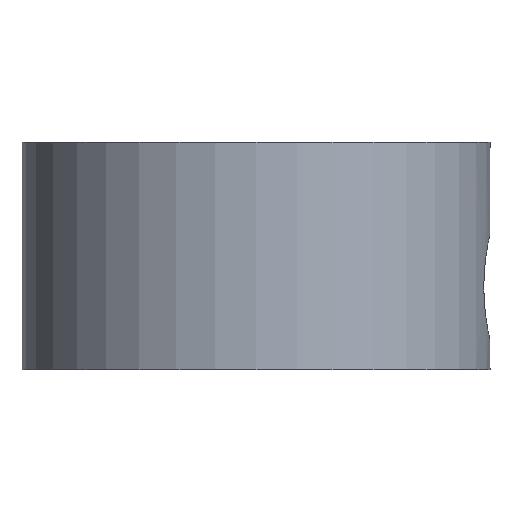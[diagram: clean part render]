
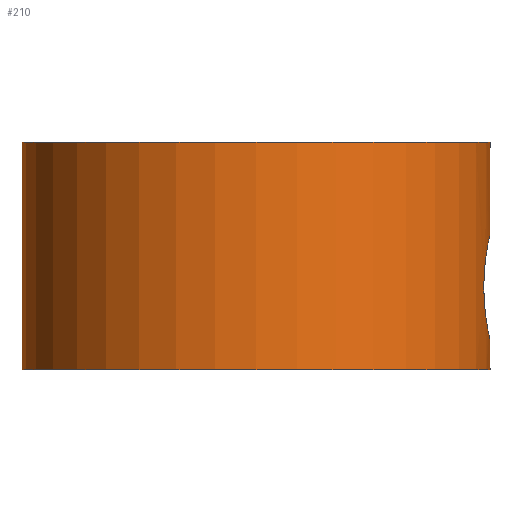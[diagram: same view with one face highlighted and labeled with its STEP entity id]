
A CAD part, left-side view. The second image highlights one B-rep face of the part: STEP entity #210.
In plain terms, the highlighted cylindrical face has radius 13.97 mm (diameter 27.94 mm), a partial arc.
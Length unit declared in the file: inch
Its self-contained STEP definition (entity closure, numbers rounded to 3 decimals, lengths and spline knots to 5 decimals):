
#131=CARTESIAN_POINT('',(0.0,0.0,-0.109));
#132=DIRECTION('',(0.,0.,-1.0));
#133=DIRECTION('',(0.0,-1.0,0.0));
#134=AXIS2_PLACEMENT_3D('',#131,#132,#133);
#135=CYLINDRICAL_SURFACE('',#134,0.55);
#136=CARTESIAN_POINT('',(0.0,-0.55,0.158));
#137=VERTEX_POINT('',#136);
#138=CARTESIAN_POINT('',(0.,-0.55,-0.05677));
#139=VERTEX_POINT('',#138);
#140=CARTESIAN_POINT('',(0.0,-0.55,0.158));
#141=DIRECTION('',(0.0,0.0,-1.0));
#142=VECTOR('',#141,0.21477);
#143=LINE('',#140,#142);
#144=EDGE_CURVE('',#137,#139,#143,.T.);
#145=ORIENTED_EDGE('',*,*,#144,.F.);
#146=CARTESIAN_POINT('',(0.,0.55,0.158));
#147=VERTEX_POINT('',#146);
#148=CARTESIAN_POINT('',(0.0,0.0,0.158));
#149=DIRECTION('',(0.0,0.0,1.0));
#150=DIRECTION('',(0.0,-1.0,0.0));
#151=AXIS2_PLACEMENT_3D('',#148,#149,#150);
#152=CIRCLE('',#151,0.55);
#153=EDGE_CURVE('',#147,#137,#152,.T.);
#154=ORIENTED_EDGE('',*,*,#153,.F.);
#155=CARTESIAN_POINT('',(0.,0.55,-0.376));
#156=VERTEX_POINT('',#155);
#157=CARTESIAN_POINT('',(0.,0.55,-0.376));
#158=DIRECTION('',(0.0,0.0,1.0));
#159=VECTOR('',#158,0.534);
#160=LINE('',#157,#159);
#161=EDGE_CURVE('',#156,#147,#160,.T.);
#162=ORIENTED_EDGE('',*,*,#161,.F.);
#163=CARTESIAN_POINT('',(0.0,-0.55,-0.376));
#164=VERTEX_POINT('',#163);
#165=CARTESIAN_POINT('',(0.0,0.0,-0.376));
#166=DIRECTION('',(0.0,0.0,-1.0));
#167=DIRECTION('',(0.0,-1.0,0.0));
#168=AXIS2_PLACEMENT_3D('',#165,#166,#167);
#169=CIRCLE('',#168,0.55);
#170=EDGE_CURVE('',#164,#156,#169,.T.);
#171=ORIENTED_EDGE('',*,*,#170,.F.);
#172=CARTESIAN_POINT('',(0.,-0.55,-0.30677));
#173=VERTEX_POINT('',#172);
#174=CARTESIAN_POINT('',(0.,-0.55,-0.30677));
#175=DIRECTION('',(0.0,0.0,-1.0));
#176=VECTOR('',#175,0.06923);
#177=LINE('',#174,#176);
#178=EDGE_CURVE('',#173,#164,#177,.T.);
#179=ORIENTED_EDGE('',*,*,#178,.F.);
#180=CARTESIAN_POINT('',(-0.125,-0.53561,-0.18177));
#181=VERTEX_POINT('',#180);
#182=CARTESIAN_POINT('',(0.,-0.55,-0.30677));
#183=CARTESIAN_POINT('',(-0.01575,-0.55,-0.30677));
#184=CARTESIAN_POINT('',(-0.03252,-0.54926,-0.30361));
#185=CARTESIAN_POINT('',(-0.0633,-0.54656,-0.29084));
#186=CARTESIAN_POINT('',(-0.07732,-0.54465,-0.28123));
#187=CARTESIAN_POINT('',(-0.09946,-0.54105,-0.25909));
#188=CARTESIAN_POINT('',(-0.10907,-0.53912,-0.24507));
#189=CARTESIAN_POINT('',(-0.12184,-0.53637,-0.21429));
#190=CARTESIAN_POINT('',(-0.125,-0.53561,-0.19753));
#191=CARTESIAN_POINT('',(-0.125,-0.53561,-0.18177));
#192=B_SPLINE_CURVE_WITH_KNOTS('',3,(#182,#183,#184,#185,#186,#187,#188,#189,#190,#191),.UNSPECIFIED.,.F.,.U.,(4,2,2,2,4),(0.56717,0.61443,0.66169,0.70896,0.75623),.UNSPECIFIED.);
#193=EDGE_CURVE('',#173,#181,#192,.T.);
#194=ORIENTED_EDGE('',*,*,#193,.T.);
#195=CARTESIAN_POINT('',(-0.125,-0.53561,-0.18177));
#196=CARTESIAN_POINT('',(-0.125,-0.53561,-0.16602));
#197=CARTESIAN_POINT('',(-0.12184,-0.53637,-0.14925));
#198=CARTESIAN_POINT('',(-0.10907,-0.53912,-0.11847));
#199=CARTESIAN_POINT('',(-0.09946,-0.54105,-0.10445));
#200=CARTESIAN_POINT('',(-0.07732,-0.54465,-0.08232));
#201=CARTESIAN_POINT('',(-0.0633,-0.54656,-0.0727));
#202=CARTESIAN_POINT('',(-0.03252,-0.54926,-0.05993));
#203=CARTESIAN_POINT('',(-0.01575,-0.55,-0.05677));
#204=CARTESIAN_POINT('',(0.,-0.55,-0.05677));
#205=B_SPLINE_CURVE_WITH_KNOTS('',3,(#195,#196,#197,#198,#199,#200,#201,#202,#203,#204),.UNSPECIFIED.,.F.,.U.,(4,2,2,2,4),(0.0,0.04727,0.09453,0.14179,0.18906),.UNSPECIFIED.);
#206=EDGE_CURVE('',#181,#139,#205,.T.);
#207=ORIENTED_EDGE('',*,*,#206,.T.);
#208=EDGE_LOOP('',(#145,#154,#162,#171,#179,#194,#207));
#209=FACE_OUTER_BOUND('',#208,.T.);
#210=ADVANCED_FACE('',(#209),#135,.T.);
